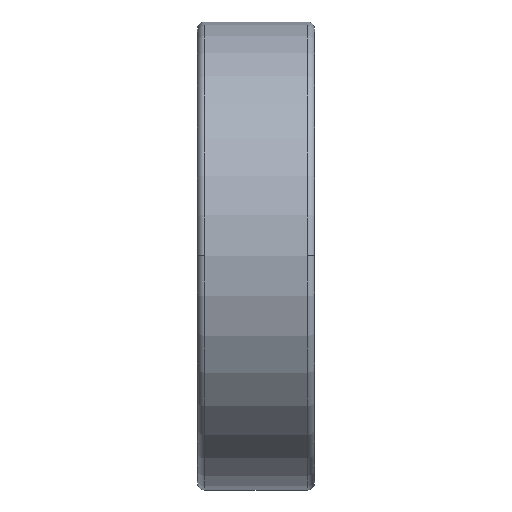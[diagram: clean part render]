
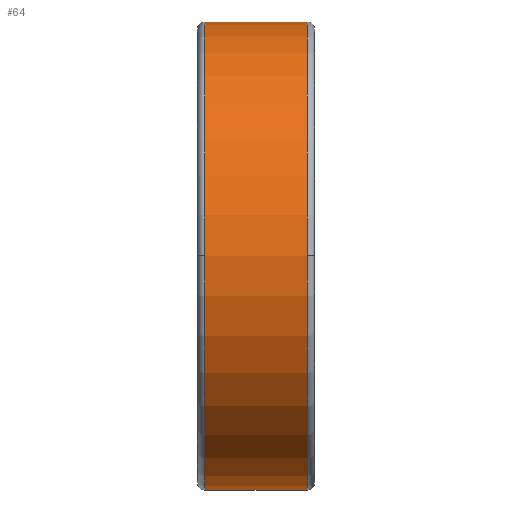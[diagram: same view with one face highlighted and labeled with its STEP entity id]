
A CAD part, top view. The second image highlights one B-rep face of the part: STEP entity #64.
In plain terms, the highlighted cylindrical face has radius 50 mm (diameter 100 mm), a partial arc.
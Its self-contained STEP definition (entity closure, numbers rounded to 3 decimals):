
#64=ADVANCED_FACE('',(#276),#277,.T.);
#276=FACE_OUTER_BOUND('',#735,.T.);
#277=CYLINDRICAL_SURFACE('',#736,50.0);
#735=EDGE_LOOP('',(#1208,#1209,#1210,#1211,#1212,#1213));
#736=AXIS2_PLACEMENT_3D('',#1214,#1215,#1216);
#1208=ORIENTED_EDGE('',*,*,#2985,.F.);
#1209=ORIENTED_EDGE('',*,*,#2986,.T.);
#1210=ORIENTED_EDGE('',*,*,#2987,.T.);
#1211=ORIENTED_EDGE('',*,*,#2988,.F.);
#1212=ORIENTED_EDGE('',*,*,#2989,.F.);
#1213=ORIENTED_EDGE('',*,*,#2981,.F.);
#1214=CARTESIAN_POINT('',(12.5,0.0,0.0));
#1215=DIRECTION('',(1.0,0.0,0.0));
#1216=DIRECTION('',(0.0,1.0,0.0));
#2981=EDGE_CURVE('',#3566,#3568,#3569,.T.);
#2985=EDGE_CURVE('',#3575,#3566,#3576,.T.);
#2986=EDGE_CURVE('',#3575,#3577,#3578,.T.);
#2987=EDGE_CURVE('',#3577,#3579,#3580,.T.);
#2988=EDGE_CURVE('',#3581,#3579,#3582,.T.);
#2989=EDGE_CURVE('',#3568,#3581,#3583,.T.);
#3566=VERTEX_POINT('',#4554);
#3568=VERTEX_POINT('',#4556);
#3569=CIRCLE('',#4557,50.0);
#3575=VERTEX_POINT('',#4563);
#3576=LINE('',#4564,#4565);
#3577=VERTEX_POINT('',#4566);
#3578=CIRCLE('',#4567,50.0);
#3579=VERTEX_POINT('',#4568);
#3580=CIRCLE('',#4569,50.0);
#3581=VERTEX_POINT('',#4570);
#3582=LINE('',#4571,#4572);
#3583=CIRCLE('',#4573,50.0);
#4554=CARTESIAN_POINT('',(23.5,50.0,0.0));
#4556=CARTESIAN_POINT('',(23.5,0.,50.0));
#4557=AXIS2_PLACEMENT_3D('',#6995,#6996,#6997);
#4563=CARTESIAN_POINT('',(1.5,50.0,0.0));
#4564=CARTESIAN_POINT('',(12.5,50.0,0.));
#4565=VECTOR('',#7007,1.0);
#4566=CARTESIAN_POINT('',(1.5,0.,50.0));
#4567=AXIS2_PLACEMENT_3D('',#7008,#7009,#7010);
#4568=CARTESIAN_POINT('',(1.5,-50.0,0.));
#4569=AXIS2_PLACEMENT_3D('',#7011,#7012,#7013);
#4570=CARTESIAN_POINT('',(23.5,-50.0,0.));
#4571=CARTESIAN_POINT('',(12.5,-50.0,0.));
#4572=VECTOR('',#7014,1.0);
#4573=AXIS2_PLACEMENT_3D('',#7015,#7016,#7017);
#6995=CARTESIAN_POINT('',(23.5,0.0,0.0));
#6996=DIRECTION('',(1.0,0.0,0.0));
#6997=DIRECTION('',(0.0,1.0,0.0));
#7007=DIRECTION('',(1.0,0.0,0.0));
#7008=CARTESIAN_POINT('',(1.5,0.0,0.0));
#7009=DIRECTION('',(1.0,0.0,0.0));
#7010=DIRECTION('',(0.0,1.0,0.0));
#7011=CARTESIAN_POINT('',(1.5,0.0,0.0));
#7012=DIRECTION('',(1.0,0.0,0.0));
#7013=DIRECTION('',(0.0,1.0,0.0));
#7014=DIRECTION('',(-1.0,-0.0,-0.0));
#7015=CARTESIAN_POINT('',(23.5,0.0,0.0));
#7016=DIRECTION('',(1.0,0.0,0.0));
#7017=DIRECTION('',(0.0,1.0,0.0));
